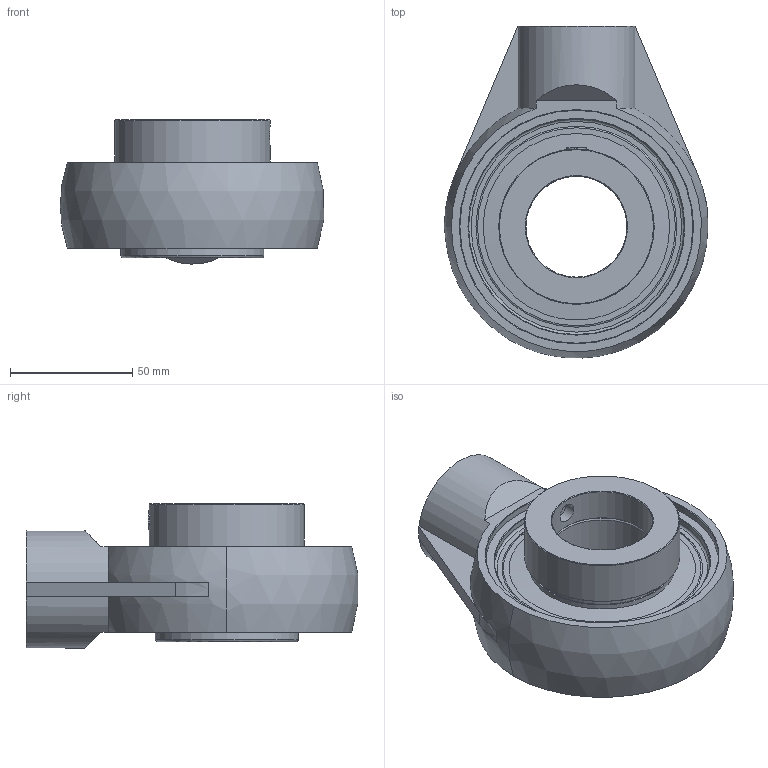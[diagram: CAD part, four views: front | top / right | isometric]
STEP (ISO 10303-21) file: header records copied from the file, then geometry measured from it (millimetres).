
FILE_DESCRIPTION(('HOOPS Exchange Step'),'2;1');
FILE_NAME('export-8E16C703-F4FB-46FB-AE04-3AEF1683FE84.stp','2020-05-19T10:19:23-07:00',('dkerr'),('Alibre'),'HOOPS Exchange 2020.0','Alibre','Unknown authorisation');
FILE_SCHEMA( ('AP242_MANAGED_MODEL_BASED_3D_ENGINEERING_MIM_LF {1 0 10303 442 1 1 4 }') );
Length unit declared in the file: inch
Products named in the file (8): MRN SHAM L4L 209; SHC 209 (Setscrew); SHC 209 (Ball Bearing); SHC 209 (Shield); SHC 209-27 (Collar); SHC 209-27 L4L (1.6875inch) (Race); MRN SHC 209-27 L4L (1.6875inch); MRN SHCSHAM 209-27 L4L (1.6875inch)
Assembly tree (7 placements, depth 3):
  MRN SHCSHAM 209-27 L4L (1.6875inch)
    MRN SHAM L4L 209
    MRN SHC 209-27 L4L (1.6875inch)
      SHC 209 (Setscrew)
      SHC 209 (Ball Bearing)
      SHC 209 (Shield)
      SHC 209-27 (Collar)
      SHC 209-27 L4L (1.6875inch) (Race)
Bounding box: 107.66 x 135.62 x 58.88 mm (x, y, z)
Volume: 261794.9 mm3; surface area: 88640.5 mm2
Topology: 16 solids, 16 shells, 139 faces, 370 edges, 244 vertices
Faces by surface type: plane 47, cylinder 40, sphere 18, cone 16, torus 14, bspline 4
Full cylindrical faces by diameter (mm): 7.925 x1, 7.938 x2, 25.4 x1, 41.275 x2, 53.746 x2, 58.42 x4, 59.436 x2, 63.5 x1, 75.184 x2, 76.2 x4, 88.104 x1, 90.104 x1, 95.22 x1
Entity records: 6660 total; most frequent: CARTESIAN_POINT 2919, DIRECTION 826, ORIENTED_EDGE 688, AXIS2_PLACEMENT_3D 357, EDGE_CURVE 344, VERTEX_POINT 244, CIRCLE 197, EDGE_LOOP 160
